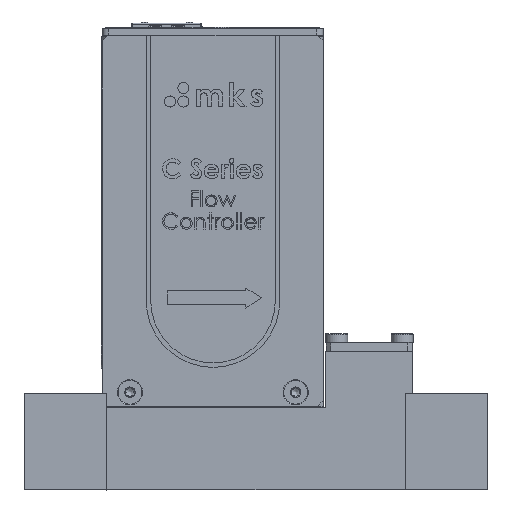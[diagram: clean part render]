
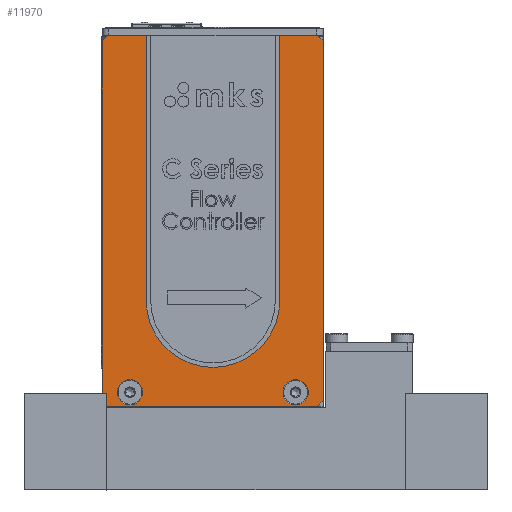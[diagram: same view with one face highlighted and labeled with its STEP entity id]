
A CAD part, top view. The second image highlights one B-rep face of the part: STEP entity #11970.
In plain terms, the highlighted planar face has unit normal (0, 0, 1).
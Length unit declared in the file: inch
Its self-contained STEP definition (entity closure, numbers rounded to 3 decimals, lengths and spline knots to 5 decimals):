
#1058 = EDGE_CURVE ( 'NONE', #28059, #50880, #23932, .T. ) ;
#1152 = VECTOR ( 'NONE', #3526, 39.37008 ) ;
#3317 = EDGE_LOOP ( 'NONE', ( #15506 ) ) ;
#3354 = DIRECTION ( 'NONE',  ( 0.707, -0.707, 0. ) ) ;
#3521 = EDGE_CURVE ( 'NONE', #33862, #17892, #4470, .T. ) ;
#3526 = DIRECTION ( 'NONE',  ( 0., 1., 0. ) ) ;
#3889 = ORIENTED_EDGE ( 'NONE', *, *, #11806, .T. ) ;
#4470 = LINE ( 'NONE', #18973, #50358 ) ;
#5707 = AXIS2_PLACEMENT_3D ( 'NONE', #7913, #39957, #12628 ) ;
#7340 = AXIS2_PLACEMENT_3D ( 'NONE', #14186, #46094, #18844 ) ;
#7634 = VERTEX_POINT ( 'NONE', #20963 ) ;
#7913 = CARTESIAN_POINT ( 'NONE',  ( 1.36847, -0.053, 0.498 ) ) ;
#9208 = AXIS2_PLACEMENT_3D ( 'NONE', #45254, #17988, #49840 ) ;
#9326 = LINE ( 'NONE', #50937, #32325 ) ;
#10003 = EDGE_CURVE ( 'NONE', #17892, #42528, #9326, .T. ) ;
#10698 = ORIENTED_EDGE ( 'NONE', *, *, #38728, .F. ) ;
#11653 = VECTOR ( 'NONE', #14302, 39.37008 ) ;
#11806 = EDGE_CURVE ( 'NONE', #23974, #38828, #41452, .T. ) ;
#11970 = ADVANCED_FACE ( 'NONE', ( #31541, #32938, #57155, #43575, #19404 ), #16369, .F. ) ;
#12628 = DIRECTION ( 'NONE',  ( 1., 0., 0. ) ) ;
#13679 = AXIS2_PLACEMENT_3D ( 'NONE', #44075, #16784, #48662 ) ;
#13793 = DIRECTION ( 'NONE',  ( 0., 0., 1. ) ) ;
#14186 = CARTESIAN_POINT ( 'NONE',  ( -0.10753, -0.053, 0.498 ) ) ;
#14302 = DIRECTION ( 'NONE',  ( 1., 0., 0. ) ) ;
#15000 = DIRECTION ( 'NONE',  ( -0.707, -0.707, 0. ) ) ;
#15354 = VERTEX_POINT ( 'NONE', #45508 ) ;
#15506 = ORIENTED_EDGE ( 'NONE', *, *, #45799, .F. ) ;
#15906 = ORIENTED_EDGE ( 'NONE', *, *, #21925, .F. ) ;
#16256 = CARTESIAN_POINT ( 'NONE',  ( -0.35653, -0.179, 0.498 ) ) ;
#16369 = PLANE ( 'NONE',  #13679 ) ;
#16784 = DIRECTION ( 'NONE',  ( 0., 0., -1. ) ) ;
#16942 = LINE ( 'NONE', #57393, #41159 ) ;
#17815 = EDGE_LOOP ( 'NONE', ( #55087, #21731, #34887, #38951, #55280, #3889, #38205, #39785 ) ) ;
#17892 = VERTEX_POINT ( 'NONE', #32095 ) ;
#17988 = DIRECTION ( 'NONE',  ( 0., 0., 1. ) ) ;
#18844 = DIRECTION ( 'NONE',  ( 1., 0., 0. ) ) ;
#18973 = CARTESIAN_POINT ( 'NONE',  ( -0.30653, 3.126, 0.498 ) ) ;
#19157 = DIRECTION ( 'NONE',  ( -1., 0., 0. ) ) ;
#19404 = FACE_OUTER_BOUND ( 'NONE', #17815, .T. ) ;
#20963 = CARTESIAN_POINT ( 'NONE',  ( 0.00497, -0.053, 0.498 ) ) ;
#21731 = ORIENTED_EDGE ( 'NONE', *, *, #52535, .T. ) ;
#21756 = CARTESIAN_POINT ( 'NONE',  ( 1.56347, -0.179, 0.498 ) ) ;
#21925 = EDGE_CURVE ( 'NONE', #48452, #48452, #32312, .T. ) ;
#22016 = EDGE_LOOP ( 'NONE', ( #38719 ) ) ;
#22533 = EDGE_CURVE ( 'NONE', #15354, #23974, #27229, .T. ) ;
#22925 = LINE ( 'NONE', #28312, #47074 ) ;
#23932 = LINE ( 'NONE', #16256, #11653 ) ;
#23974 = VERTEX_POINT ( 'NONE', #51608 ) ;
#24993 = VERTEX_POINT ( 'NONE', #43971 ) ;
#26104 = CARTESIAN_POINT ( 'NONE',  ( -0.35653, -0.129, 0.498 ) ) ;
#26335 = CARTESIAN_POINT ( 'NONE',  ( -0.30653, 3.126, 0.498 ) ) ;
#27229 = LINE ( 'NONE', #58238, #1152 ) ;
#28059 = VERTEX_POINT ( 'NONE', #56971 ) ;
#28312 = CARTESIAN_POINT ( 'NONE',  ( -0.35653, 3.126, 0.498 ) ) ;
#29278 = CIRCLE ( 'NONE', #9208, 0.086 ) ;
#30140 = DIRECTION ( 'NONE',  ( 0.707, 0.707, 0. ) ) ;
#30983 = CIRCLE ( 'NONE', #7340, 0.1125 ) ;
#31541 = FACE_BOUND ( 'NONE', #48898, .T. ) ;
#32095 = CARTESIAN_POINT ( 'NONE',  ( -0.35653, 3.076, 0.498 ) ) ;
#32257 = EDGE_CURVE ( 'NONE', #7634, #7634, #30983, .T. ) ;
#32312 = CIRCLE ( 'NONE', #5707, 0.1125 ) ;
#32325 = VECTOR ( 'NONE', #55509, 39.37008 ) ;
#32938 = FACE_BOUND ( 'NONE', #3317, .T. ) ;
#33862 = VERTEX_POINT ( 'NONE', #26335 ) ;
#34887 = ORIENTED_EDGE ( 'NONE', *, *, #1058, .T. ) ;
#35109 = VECTOR ( 'NONE', #42493, 39.37008 ) ;
#35226 = VECTOR ( 'NONE', #3354, 39.37008 ) ;
#37801 = CIRCLE ( 'NONE', #52033, 0.086 ) ;
#37924 = CARTESIAN_POINT ( 'NONE',  ( 1.61347, 3.076, 0.498 ) ) ;
#38205 = ORIENTED_EDGE ( 'NONE', *, *, #59430, .T. ) ;
#38719 = ORIENTED_EDGE ( 'NONE', *, *, #32257, .F. ) ;
#38728 = EDGE_CURVE ( 'NONE', #24993, #24993, #29278, .T. ) ;
#38789 = CARTESIAN_POINT ( 'NONE',  ( 1.48097, -0.053, 0.498 ) ) ;
#38828 = VERTEX_POINT ( 'NONE', #41247 ) ;
#38951 = ORIENTED_EDGE ( 'NONE', *, *, #46518, .T. ) ;
#39785 = ORIENTED_EDGE ( 'NONE', *, *, #3521, .T. ) ;
#39957 = DIRECTION ( 'NONE',  ( 0., 0., 1. ) ) ;
#41126 = CARTESIAN_POINT ( 'NONE',  ( 0.86847, 3.001, 0.498 ) ) ;
#41159 = VECTOR ( 'NONE', #30140, 39.37008 ) ;
#41247 = CARTESIAN_POINT ( 'NONE',  ( 1.56347, 3.126, 0.498 ) ) ;
#41452 = LINE ( 'NONE', #37924, #35109 ) ;
#42493 = DIRECTION ( 'NONE',  ( -0.707, 0.707, 0. ) ) ;
#42528 = VERTEX_POINT ( 'NONE', #26104 ) ;
#43575 = FACE_BOUND ( 'NONE', #50076, .T. ) ;
#43971 = CARTESIAN_POINT ( 'NONE',  ( 1.15447, 3.001, 0.498 ) ) ;
#44075 = CARTESIAN_POINT ( 'NONE',  ( -0.35653, -0.179, 0.498 ) ) ;
#44158 = CARTESIAN_POINT ( 'NONE',  ( 0.95447, 3.001, 0.498 ) ) ;
#44837 = VERTEX_POINT ( 'NONE', #44158 ) ;
#45254 = CARTESIAN_POINT ( 'NONE',  ( 1.06847, 3.001, 0.498 ) ) ;
#45508 = CARTESIAN_POINT ( 'NONE',  ( 1.61347, -0.129, 0.498 ) ) ;
#45702 = DIRECTION ( 'NONE',  ( 1., 0., 0. ) ) ;
#45799 = EDGE_CURVE ( 'NONE', #44837, #44837, #37801, .T. ) ;
#46094 = DIRECTION ( 'NONE',  ( 0., 0., 1. ) ) ;
#46518 = EDGE_CURVE ( 'NONE', #50880, #15354, #16942, .T. ) ;
#47074 = VECTOR ( 'NONE', #19157, 39.37008 ) ;
#47290 = LINE ( 'NONE', #58270, #35226 ) ;
#48452 = VERTEX_POINT ( 'NONE', #38789 ) ;
#48662 = DIRECTION ( 'NONE',  ( -1., 0., 0. ) ) ;
#48898 = EDGE_LOOP ( 'NONE', ( #10698 ) ) ;
#49840 = DIRECTION ( 'NONE',  ( 1., 0., 0. ) ) ;
#50076 = EDGE_LOOP ( 'NONE', ( #15906 ) ) ;
#50358 = VECTOR ( 'NONE', #15000, 39.37008 ) ;
#50880 = VERTEX_POINT ( 'NONE', #21756 ) ;
#50937 = CARTESIAN_POINT ( 'NONE',  ( -0.35653, -0.179, 0.498 ) ) ;
#51608 = CARTESIAN_POINT ( 'NONE',  ( 1.61347, 3.076, 0.498 ) ) ;
#52033 = AXIS2_PLACEMENT_3D ( 'NONE', #41126, #13793, #45702 ) ;
#52535 = EDGE_CURVE ( 'NONE', #42528, #28059, #47290, .T. ) ;
#55087 = ORIENTED_EDGE ( 'NONE', *, *, #10003, .T. ) ;
#55280 = ORIENTED_EDGE ( 'NONE', *, *, #22533, .T. ) ;
#55509 = DIRECTION ( 'NONE',  ( 0., -1., 0. ) ) ;
#56971 = CARTESIAN_POINT ( 'NONE',  ( -0.30653, -0.179, 0.498 ) ) ;
#57155 = FACE_BOUND ( 'NONE', #22016, .T. ) ;
#57393 = CARTESIAN_POINT ( 'NONE',  ( 1.56347, -0.179, 0.498 ) ) ;
#58238 = CARTESIAN_POINT ( 'NONE',  ( 1.61347, -0.179, 0.498 ) ) ;
#58270 = CARTESIAN_POINT ( 'NONE',  ( -0.35653, -0.129, 0.498 ) ) ;
#59430 = EDGE_CURVE ( 'NONE', #38828, #33862, #22925, .T. ) ;
